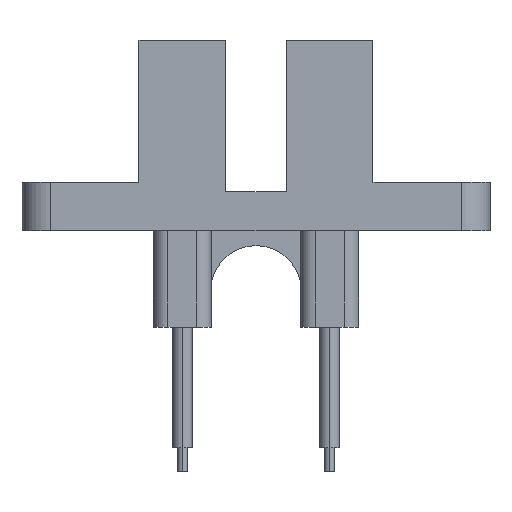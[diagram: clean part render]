
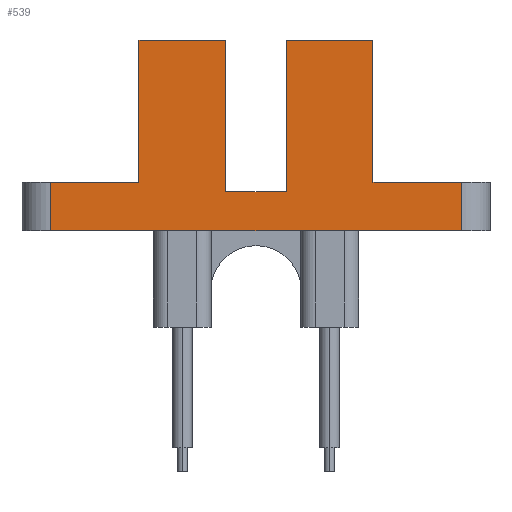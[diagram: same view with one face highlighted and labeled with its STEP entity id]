
A CAD part, top view. The second image highlights one B-rep face of the part: STEP entity #539.
In plain terms, the highlighted planar face has unit normal (0, 0, 1).
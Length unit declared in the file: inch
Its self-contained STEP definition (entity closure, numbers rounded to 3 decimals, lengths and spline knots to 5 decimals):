
#4 = EDGE_CURVE ( 'NONE', #925, #216, #2101, .T. ) ;
#5 = VERTEX_POINT ( 'NONE', #1058 ) ;
#181 = CARTESIAN_POINT ( 'NONE',  ( -0.2425, 0.395, 0.125 ) ) ;
#190 = ORIENTED_EDGE ( 'NONE', *, *, #398, .F. ) ;
#193 = VERTEX_POINT ( 'NONE', #256 ) ;
#216 = VERTEX_POINT ( 'NONE', #1056 ) ;
#231 = CARTESIAN_POINT ( 'NONE',  ( 0.425, 0., 0.125 ) ) ;
#256 = CARTESIAN_POINT ( 'NONE',  ( -0.2425, 0.395, 0.125 ) ) ;
#260 = DIRECTION ( 'NONE',  ( 1., 0., 0. ) ) ;
#280 = VECTOR ( 'NONE', #260, 39.37008 ) ;
#290 = ORIENTED_EDGE ( 'NONE', *, *, #734, .T. ) ;
#316 = FACE_OUTER_BOUND ( 'NONE', #1823, .T. ) ;
#362 = VECTOR ( 'NONE', #2473, 39.37008 ) ;
#389 = VECTOR ( 'NONE', #1331, 39.37008 ) ;
#392 = DIRECTION ( 'NONE',  ( 0., -1., 0. ) ) ;
#398 = EDGE_CURVE ( 'NONE', #5, #1650, #2398, .T. ) ;
#427 = ORIENTED_EDGE ( 'NONE', *, *, #1556, .T. ) ;
#435 = LINE ( 'NONE', #181, #362 ) ;
#459 = ORIENTED_EDGE ( 'NONE', *, *, #2081, .F. ) ;
#482 = DIRECTION ( 'NONE',  ( -1., 0., 0. ) ) ;
#525 = CARTESIAN_POINT ( 'NONE',  ( -0.0625, 0.08, 0.125 ) ) ;
#539 = ADVANCED_FACE ( 'NONE', ( #316 ), #1885, .F. ) ;
#542 = VECTOR ( 'NONE', #1913, 39.37008 ) ;
#562 = VECTOR ( 'NONE', #754, 39.37008 ) ;
#615 = ORIENTED_EDGE ( 'NONE', *, *, #2315, .T. ) ;
#650 = CARTESIAN_POINT ( 'NONE',  ( 0.2425, 0.395, 0.125 ) ) ;
#652 = CARTESIAN_POINT ( 'NONE',  ( -0.2425, 0.1, 0.125 ) ) ;
#734 = EDGE_CURVE ( 'NONE', #1168, #1198, #2441, .T. ) ;
#745 = CARTESIAN_POINT ( 'NONE',  ( 0.425, 0.1, 0.125 ) ) ;
#754 = DIRECTION ( 'NONE',  ( 1., 0., 0. ) ) ;
#788 = LINE ( 'NONE', #525, #280 ) ;
#825 = DIRECTION ( 'NONE',  ( 1., 0., 0. ) ) ;
#925 = VERTEX_POINT ( 'NONE', #1750 ) ;
#928 = VECTOR ( 'NONE', #1870, 39.37008 ) ;
#933 = EDGE_CURVE ( 'NONE', #193, #1979, #435, .T. ) ;
#1006 = LINE ( 'NONE', #745, #1110 ) ;
#1016 = CARTESIAN_POINT ( 'NONE',  ( -0.2425, 0., 0.125 ) ) ;
#1056 = CARTESIAN_POINT ( 'NONE',  ( 0.0625, 0.395, 0.125 ) ) ;
#1058 = CARTESIAN_POINT ( 'NONE',  ( 0.425, 0.1, 0.125 ) ) ;
#1085 = CARTESIAN_POINT ( 'NONE',  ( -0.2425, 0.395, 0.125 ) ) ;
#1098 = DIRECTION ( 'NONE',  ( -1., 0., 0. ) ) ;
#1110 = VECTOR ( 'NONE', #482, 39.37008 ) ;
#1122 = DIRECTION ( 'NONE',  ( 0., 1., 0. ) ) ;
#1165 = VECTOR ( 'NONE', #392, 39.37008 ) ;
#1168 = VERTEX_POINT ( 'NONE', #2047 ) ;
#1198 = VERTEX_POINT ( 'NONE', #2185 ) ;
#1202 = ORIENTED_EDGE ( 'NONE', *, *, #1637, .T. ) ;
#1272 = VECTOR ( 'NONE', #1122, 39.37008 ) ;
#1280 = LINE ( 'NONE', #1016, #562 ) ;
#1331 = DIRECTION ( 'NONE',  ( -1., 0., 0. ) ) ;
#1333 = CARTESIAN_POINT ( 'NONE',  ( -0.0625, 0.395, 0.125 ) ) ;
#1345 = VECTOR ( 'NONE', #825, 39.37008 ) ;
#1348 = LINE ( 'NONE', #1085, #1345 ) ;
#1367 = DIRECTION ( 'NONE',  ( 0., 0., -1. ) ) ;
#1389 = CARTESIAN_POINT ( 'NONE',  ( -0.0625, 0.08, 0.125 ) ) ;
#1407 = VERTEX_POINT ( 'NONE', #2214 ) ;
#1508 = EDGE_CURVE ( 'NONE', #2429, #925, #788, .T. ) ;
#1556 = EDGE_CURVE ( 'NONE', #2429, #1979, #1655, .T. ) ;
#1565 = DIRECTION ( 'NONE',  ( 0., -1., 0. ) ) ;
#1587 = CARTESIAN_POINT ( 'NONE',  ( 0.2425, 0.1, 0.125 ) ) ;
#1591 = DIRECTION ( 'NONE',  ( 0., 1., 0. ) ) ;
#1601 = CARTESIAN_POINT ( 'NONE',  ( -0.425, 0.1, 0.125 ) ) ;
#1636 = CARTESIAN_POINT ( 'NONE',  ( -0.2425, 0.395, 0.125 ) ) ;
#1637 = EDGE_CURVE ( 'NONE', #1198, #1650, #1280, .T. ) ;
#1650 = VERTEX_POINT ( 'NONE', #231 ) ;
#1655 = LINE ( 'NONE', #1389, #1272 ) ;
#1690 = ORIENTED_EDGE ( 'NONE', *, *, #1745, .T. ) ;
#1691 = CARTESIAN_POINT ( 'NONE',  ( -0.0625, 0.08, 0.125 ) ) ;
#1745 = EDGE_CURVE ( 'NONE', #193, #1878, #2074, .T. ) ;
#1750 = CARTESIAN_POINT ( 'NONE',  ( 0.0625, 0.08, 0.125 ) ) ;
#1756 = VECTOR ( 'NONE', #1565, 39.37008 ) ;
#1759 = VECTOR ( 'NONE', #1591, 39.37008 ) ;
#1818 = CARTESIAN_POINT ( 'NONE',  ( -0.2425, 0.395, 0.125 ) ) ;
#1819 = ORIENTED_EDGE ( 'NONE', *, *, #4, .F. ) ;
#1823 = EDGE_LOOP ( 'NONE', ( #1690, #615, #290, #1202, #190, #2351, #2253, #459, #1819, #2549, #427, #2135 ) ) ;
#1844 = CARTESIAN_POINT ( 'NONE',  ( 0.0625, 0.08, 0.125 ) ) ;
#1852 = LINE ( 'NONE', #1601, #389 ) ;
#1870 = DIRECTION ( 'NONE',  ( 0., -1., 0. ) ) ;
#1878 = VERTEX_POINT ( 'NONE', #652 ) ;
#1885 = PLANE ( 'NONE',  #2255 ) ;
#1905 = VERTEX_POINT ( 'NONE', #1587 ) ;
#1913 = DIRECTION ( 'NONE',  ( 0., -1., 0. ) ) ;
#1959 = LINE ( 'NONE', #650, #1165 ) ;
#1979 = VERTEX_POINT ( 'NONE', #1333 ) ;
#2047 = CARTESIAN_POINT ( 'NONE',  ( -0.425, 0.1, 0.125 ) ) ;
#2074 = LINE ( 'NONE', #1818, #1756 ) ;
#2081 = EDGE_CURVE ( 'NONE', #216, #1407, #1348, .T. ) ;
#2101 = LINE ( 'NONE', #1844, #1759 ) ;
#2130 = CARTESIAN_POINT ( 'NONE',  ( 0.425, 0.1, 0.125 ) ) ;
#2135 = ORIENTED_EDGE ( 'NONE', *, *, #933, .F. ) ;
#2174 = CARTESIAN_POINT ( 'NONE',  ( -0.425, 0.1, 0.125 ) ) ;
#2185 = CARTESIAN_POINT ( 'NONE',  ( -0.425, 0., 0.125 ) ) ;
#2214 = CARTESIAN_POINT ( 'NONE',  ( 0.2425, 0.395, 0.125 ) ) ;
#2215 = EDGE_CURVE ( 'NONE', #1407, #1905, #1959, .T. ) ;
#2253 = ORIENTED_EDGE ( 'NONE', *, *, #2215, .F. ) ;
#2255 = AXIS2_PLACEMENT_3D ( 'NONE', #1636, #1367, #1098 ) ;
#2315 = EDGE_CURVE ( 'NONE', #1878, #1168, #1852, .T. ) ;
#2344 = EDGE_CURVE ( 'NONE', #5, #1905, #1006, .T. ) ;
#2351 = ORIENTED_EDGE ( 'NONE', *, *, #2344, .T. ) ;
#2398 = LINE ( 'NONE', #2130, #928 ) ;
#2429 = VERTEX_POINT ( 'NONE', #1691 ) ;
#2441 = LINE ( 'NONE', #2174, #542 ) ;
#2473 = DIRECTION ( 'NONE',  ( 1., 0., 0. ) ) ;
#2549 = ORIENTED_EDGE ( 'NONE', *, *, #1508, .F. ) ;
